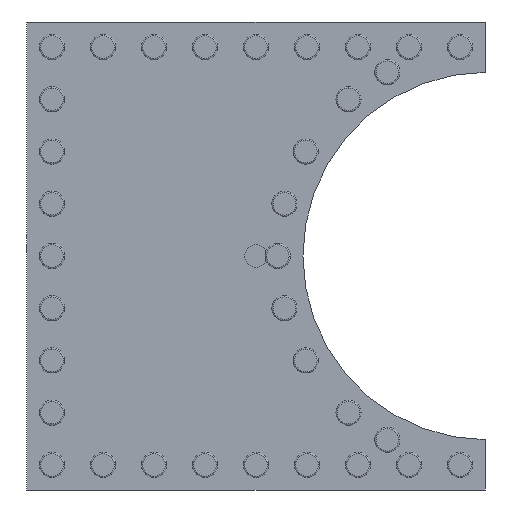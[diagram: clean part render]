
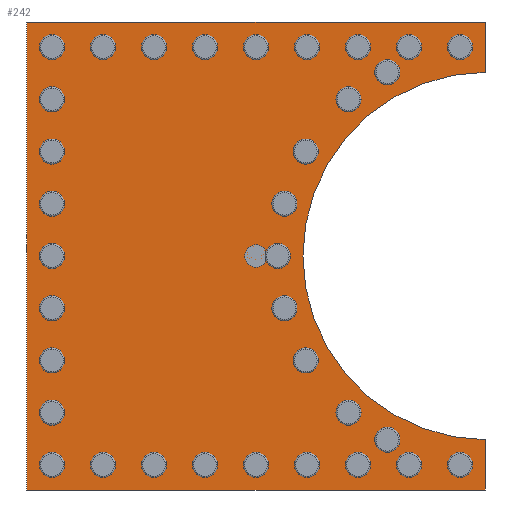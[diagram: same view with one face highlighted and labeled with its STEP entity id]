
A CAD part, front view. The second image highlights one B-rep face of the part: STEP entity #242.
In plain terms, the highlighted planar face has unit normal (0, -1, 0).
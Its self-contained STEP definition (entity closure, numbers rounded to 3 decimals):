
#32=CARTESIAN_POINT('',(18.25,0.,18.638));
#33=VERTEX_POINT('',#32);
#34=CARTESIAN_POINT('',(18.25,0.,14.637));
#35=VERTEX_POINT('',#34);
#36=CARTESIAN_POINT('',(18.25,0.,18.638));
#37=DIRECTION('',(-0.,0.,-1.));
#38=VECTOR('',#37,4.001);
#39=LINE('',#36,#38);
#40=EDGE_CURVE('',#33,#35,#39,.T.);
#72=CARTESIAN_POINT('',(18.25,0.,-14.637));
#73=VERTEX_POINT('',#72);
#74=CARTESIAN_POINT('',(18.375,0.,0.));
#75=DIRECTION('',(0.,-1.,0.));
#76=DIRECTION('',(0.,0.,1.));
#77=AXIS2_PLACEMENT_3D('',#74,#75,#76);
#78=CIRCLE('',#77,14.638);
#79=EDGE_CURVE('',#35,#73,#78,.T.);
#105=CARTESIAN_POINT('',(18.25,0.,-18.638));
#106=VERTEX_POINT('',#105);
#107=CARTESIAN_POINT('',(18.25,0.,-14.637));
#108=DIRECTION('',(-0.,0.,-1.));
#109=VECTOR('',#108,4.001);
#110=LINE('',#107,#109);
#111=EDGE_CURVE('',#73,#106,#110,.T.);
#136=CARTESIAN_POINT('',(-18.25,0.,-18.638));
#137=VERTEX_POINT('',#136);
#138=CARTESIAN_POINT('',(18.25,0.,-18.638));
#139=DIRECTION('',(-1.,0.,-0.));
#140=VECTOR('',#139,36.5);
#141=LINE('',#138,#140);
#142=EDGE_CURVE('',#106,#137,#141,.T.);
#167=CARTESIAN_POINT('',(-18.25,0.,18.638));
#168=VERTEX_POINT('',#167);
#169=CARTESIAN_POINT('',(-18.25,0.,-18.638));
#170=DIRECTION('',(-0.,0.,1.));
#171=VECTOR('',#170,37.275);
#172=LINE('',#169,#171);
#173=EDGE_CURVE('',#137,#168,#172,.T.);
#198=CARTESIAN_POINT('',(-18.25,0.,18.638));
#199=DIRECTION('',(1.,0.,0.));
#200=VECTOR('',#199,36.5);
#201=LINE('',#198,#200);
#202=EDGE_CURVE('',#168,#33,#201,.T.);
#229=CARTESIAN_POINT('',(0.,0.,0.));
#230=DIRECTION('',(0.,1.,0.));
#231=DIRECTION('',(-1.,0.,0.));
#232=AXIS2_PLACEMENT_3D('',#229,#230,#231);
#233=PLANE('',#232);
#234=ORIENTED_EDGE('',*,*,#40,.F.);
#235=ORIENTED_EDGE('',*,*,#202,.F.);
#236=ORIENTED_EDGE('',*,*,#173,.F.);
#237=ORIENTED_EDGE('',*,*,#142,.F.);
#238=ORIENTED_EDGE('',*,*,#111,.F.);
#239=ORIENTED_EDGE('',*,*,#79,.F.);
#240=EDGE_LOOP('',(#234,#235,#236,#237,#238,#239));
#241=FACE_BOUND('',#240,.T.);
#242=ADVANCED_FACE('',(#241),#233,.F.);
